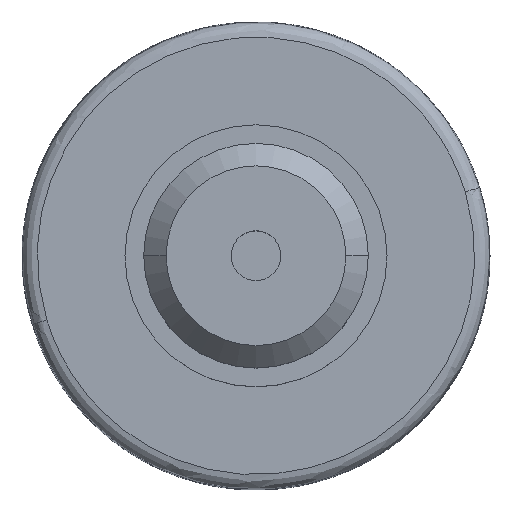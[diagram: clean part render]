
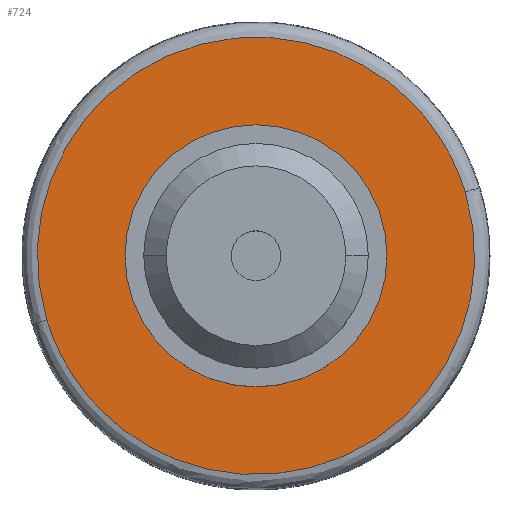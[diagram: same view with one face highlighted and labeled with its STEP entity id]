
A CAD part, top view. The second image highlights one B-rep face of the part: STEP entity #724.
In plain terms, the highlighted planar face has unit normal (0, 0, 1).
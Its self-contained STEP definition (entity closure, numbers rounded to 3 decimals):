
#37 = EDGE_CURVE ( 'NONE', #237, #251, #831, .T. ) ;
#48 = EDGE_CURVE ( 'NONE', #254, #253, #694, .T. ) ;
#78 = EDGE_CURVE ( 'NONE', #253, #254, #695, .T. ) ;
#80 = EDGE_CURVE ( 'NONE', #251, #237, #886, .T. ) ;
#85 = AXIS2_PLACEMENT_3D ( 'NONE', #265, #266, #267 ) ;
#114 = AXIS2_PLACEMENT_3D ( 'NONE', #378, #385, #386 ) ;
#205 = AXIS2_PLACEMENT_3D ( 'NONE', #635, #637, #638 ) ;
#237 = VERTEX_POINT ( 'NONE', #420 ) ;
#251 = VERTEX_POINT ( 'NONE', #434 ) ;
#253 = VERTEX_POINT ( 'NONE', #436 ) ;
#254 = VERTEX_POINT ( 'NONE', #437 ) ;
#265 = CARTESIAN_POINT ( 'NONE',  ( 35., 35., -4.5 ) ) ;
#266 = DIRECTION ( 'NONE',  ( 0., 0., -1. ) ) ;
#267 = DIRECTION ( 'NONE',  ( 0., 1., 0. ) ) ;
#296 = CARTESIAN_POINT ( 'NONE',  ( 7.073, 26.447, -4.5 ) ) ;
#300 = CARTESIAN_POINT ( 'NONE',  ( -10.033, 82.301, -4.5 ) ) ;
#301 = CARTESIAN_POINT ( 'NONE',  ( 45.821, 99.407, -4.5 ) ) ;
#302 = CARTESIAN_POINT ( 'NONE',  ( 62.927, 43.553, -4.5 ) ) ;
#374 = CARTESIAN_POINT ( 'NONE',  ( 62.927, 43.553, -4.5 ) ) ;
#378 = CARTESIAN_POINT ( 'NONE',  ( 35., 35., -4.5 ) ) ;
#379 = CARTESIAN_POINT ( 'NONE',  ( 80.033, -12.301, -4.5 ) ) ;
#380 = CARTESIAN_POINT ( 'NONE',  ( 24.179, -29.407, -4.5 ) ) ;
#381 = CARTESIAN_POINT ( 'NONE',  ( 7.073, 26.447, -4.5 ) ) ;
#385 = DIRECTION ( 'NONE',  ( 0., 0., -1. ) ) ;
#386 = DIRECTION ( 'NONE',  ( 0., 1., 0. ) ) ;
#420 = CARTESIAN_POINT ( 'NONE',  ( 35., 52.5, -4.5 ) ) ;
#434 = CARTESIAN_POINT ( 'NONE',  ( 35., 17.5, -4.5 ) ) ;
#436 = CARTESIAN_POINT ( 'NONE',  ( 62.927, 43.553, -4.5 ) ) ;
#437 = CARTESIAN_POINT ( 'NONE',  ( 7.073, 26.447, -4.5 ) ) ;
#635 = CARTESIAN_POINT ( 'NONE',  ( 42.311, 11.128, -4.5 ) ) ;
#636 = PLANE ( 'NONE',  #205 ) ;
#637 = DIRECTION ( 'NONE',  ( 0., 0., 1. ) ) ;
#638 = DIRECTION ( 'NONE',  ( 1., 0., 0. ) ) ;
#694 =( BOUNDED_CURVE ( )  B_SPLINE_CURVE ( 3, ( #296, #300, #301, #302 ),
 .UNSPECIFIED., .F., .F. ) 
 B_SPLINE_CURVE_WITH_KNOTS ( ( 4, 4 ),
 ( 0.25, 0.75 ),
 .UNSPECIFIED. ) 
 CURVE ( )  GEOMETRIC_REPRESENTATION_ITEM ( )  RATIONAL_B_SPLINE_CURVE ( ( 1., 0.333, 0.333, 1. ) ) 
 REPRESENTATION_ITEM ( '' )  );
#695 =( BOUNDED_CURVE ( )  B_SPLINE_CURVE ( 3, ( #374, #379, #380, #381 ),
 .UNSPECIFIED., .F., .T. ) 
 B_SPLINE_CURVE_WITH_KNOTS ( ( 4, 4 ),
 ( 0.75, 1.25 ),
 .UNSPECIFIED. ) 
 CURVE ( )  GEOMETRIC_REPRESENTATION_ITEM ( )  RATIONAL_B_SPLINE_CURVE ( ( 1., 0.333, 0.333, 1. ) ) 
 REPRESENTATION_ITEM ( '' )  );
#724 = ADVANCED_FACE ( 'NONE', ( #983, #989 ), #636, .T. ) ;
#779 = EDGE_LOOP ( 'NONE', ( #806, #807 ) ) ;
#781 = EDGE_LOOP ( 'NONE', ( #804, #805 ) ) ;
#804 = ORIENTED_EDGE ( 'NONE', *, *, #37, .T. ) ;
#805 = ORIENTED_EDGE ( 'NONE', *, *, #80, .T. ) ;
#806 = ORIENTED_EDGE ( 'NONE', *, *, #48, .F. ) ;
#807 = ORIENTED_EDGE ( 'NONE', *, *, #78, .F. ) ;
#831 = CIRCLE ( 'NONE', #85, 17.5 ) ;
#886 = CIRCLE ( 'NONE', #114, 17.5 ) ;
#983 = FACE_BOUND ( 'NONE', #781, .T. ) ;
#989 = FACE_OUTER_BOUND ( 'NONE', #779, .T. ) ;
